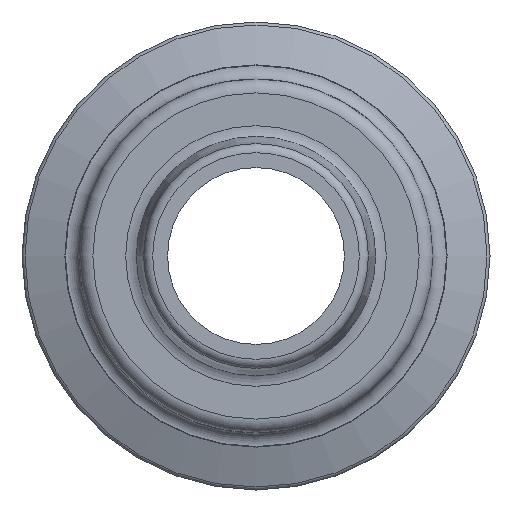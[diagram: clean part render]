
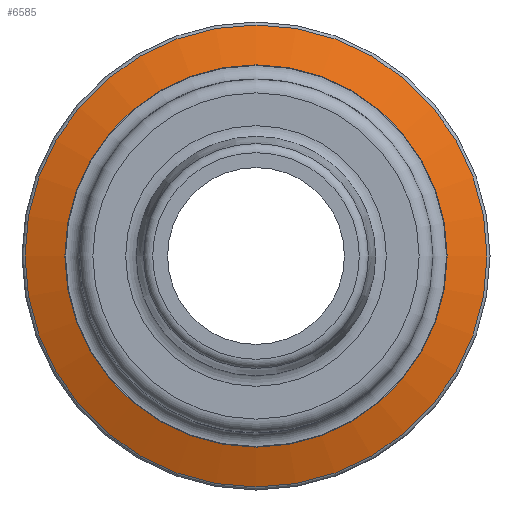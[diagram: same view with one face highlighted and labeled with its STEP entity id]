
A CAD part, left-side view. The second image highlights one B-rep face of the part: STEP entity #6585.
In plain terms, the highlighted conical face has half-angle 70 degrees and reference radius 35.42 mm.
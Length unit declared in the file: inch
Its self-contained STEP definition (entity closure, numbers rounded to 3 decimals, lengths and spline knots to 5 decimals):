
#169=CONICAL_SURFACE('',#7096,1.3945,70.);
#1729=FACE_BOUND('',#2199,.T.);
#1770=FACE_OUTER_BOUND('',#2198,.T.);
#2198=EDGE_LOOP('',(#4784));
#2199=EDGE_LOOP('',(#4785));
#2678=CIRCLE('',#7079,1.254);
#2687=CIRCLE('',#7095,1.51526);
#3047=VERTEX_POINT('',#10246);
#3056=VERTEX_POINT('',#10271);
#3738=EDGE_CURVE('',#3047,#3047,#2678,.T.);
#3747=EDGE_CURVE('',#3056,#3056,#2687,.T.);
#4784=ORIENTED_EDGE('',*,*,#3738,.T.);
#4785=ORIENTED_EDGE('',*,*,#3747,.F.);
#6585=ADVANCED_FACE('',(#1770,#1729),#169,.T.);
#7079=AXIS2_PLACEMENT_3D('',#10247,#7747,#7748);
#7095=AXIS2_PLACEMENT_3D('',#10272,#7779,#7780);
#7096=AXIS2_PLACEMENT_3D('',#10273,#7781,#7782);
#7747=DIRECTION('center_axis',(1.,0.,0.));
#7748=DIRECTION('ref_axis',(0.,1.,0.));
#7779=DIRECTION('center_axis',(1.,0.,0.));
#7780=DIRECTION('ref_axis',(0.,-1.,0.));
#7781=DIRECTION('center_axis',(1.,0.,0.));
#7782=DIRECTION('ref_axis',(0.,1.,0.));
#10246=CARTESIAN_POINT('',(2.93572,1.254,0.));
#10247=CARTESIAN_POINT('Origin',(2.93572,0.,0.));
#10271=CARTESIAN_POINT('',(3.03082,1.51526,0.));
#10272=CARTESIAN_POINT('Origin',(3.03082,0.,0.));
#10273=CARTESIAN_POINT('Origin',(2.98686,0.,0.));
